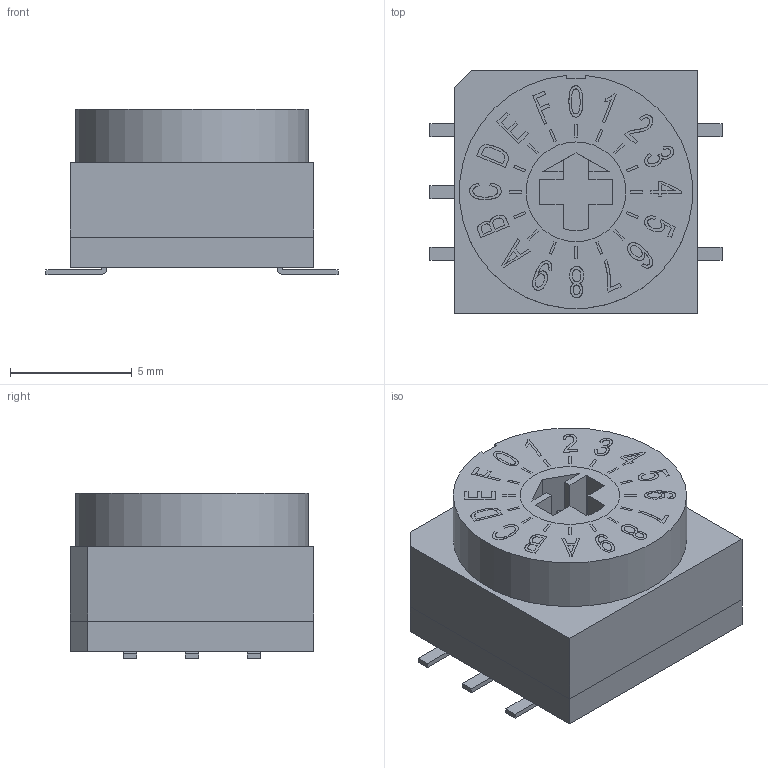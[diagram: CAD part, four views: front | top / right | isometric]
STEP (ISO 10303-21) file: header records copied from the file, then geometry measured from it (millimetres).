
FILE_DESCRIPTION(/* description */ (''),/* implementation_level */ '2;1');
FILE_NAME(/* name */ 'RDTCx16S2x.stp',/* time_stamp */ '2025-06-03T11:51:04-05:00',/* author */ ('mroman'),/* organization */ (''),/* preprocessor_version */ 'ST-DEVELOPER v18.1',/* originating_system */ 'Autodesk Inventor 2022',/* authorisation */ '');
FILE_SCHEMA (('AUTOMOTIVE_DESIGN { 1 0 10303 214 3 1 1 }'));
Length unit declared in the file: centimetre
Products named in the file (1): RDTCx16S2x
Bounding box: 12 x 10 x 6.8 mm (x, y, z)
Volume: 575.5 mm3; surface area: 489.7 mm2
Topology: 1 solids, 1 shells, 385 faces, 995 edges, 662 vertices
Faces by surface type: plane 262, bspline 111, cylinder 12
Entity records: 12191 total; most frequent: CARTESIAN_POINT 3474, ORIENTED_EDGE 1990, DIRECTION 1348, EDGE_CURVE 995, LINE 748, VECTOR 748, VERTEX_POINT 662, EDGE_LOOP 435
